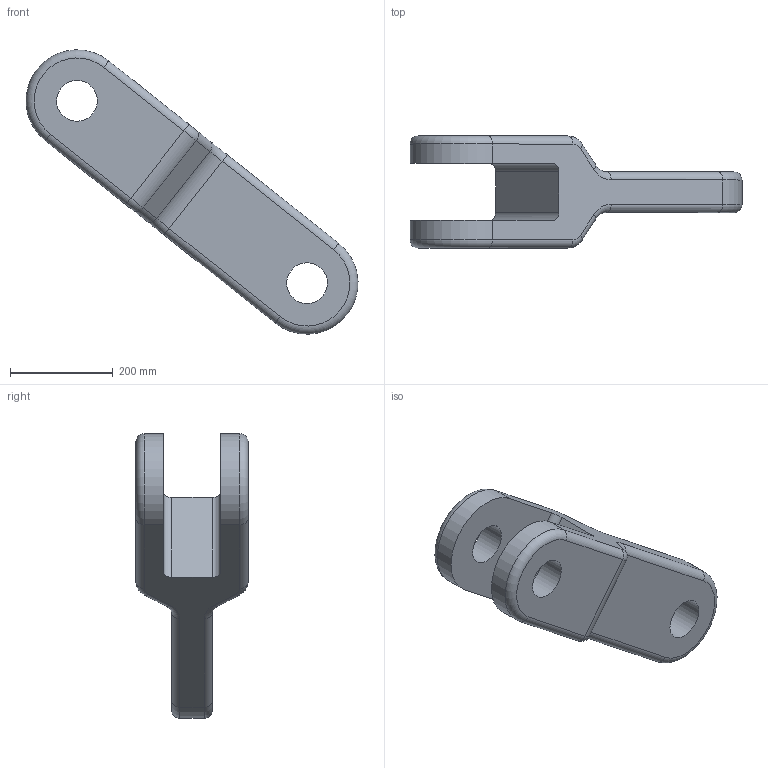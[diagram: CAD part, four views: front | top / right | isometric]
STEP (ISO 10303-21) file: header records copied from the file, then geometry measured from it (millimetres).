
FILE_DESCRIPTION( ( '' ), ' ' );
FILE_NAME( '5836a72f52526810fcad884f.step', '2016-11-24T08:39:11', ( '' ), ( '' ), ' ', ' ', ' ' );
FILE_SCHEMA( ( 'AUTOMOTIVE_DESIGN { 1 0 10303 214 1 1 1 1 }' ) );
Length unit declared in the file: metre
Products named in the file (1): CrankB
Bounding box: 644.75 x 217.8 x 552.21 mm (x, y, z)
Volume: 13875645 mm3; surface area: 585630.1 mm2
Topology: 1 solids, 1 shells, 47 faces, 111 edges, 66 vertices
Faces by surface type: cylinder 24, torus 12, plane 11
Full cylindrical faces by diameter (mm): 79.2 x3
Entity records: 1742 total; most frequent: DIRECTION 264, CARTESIAN_POINT 222, ORIENTED_EDGE 216, AXIS2_PLACEMENT_3D 108, EDGE_CURVE 108, VERTEX_POINT 66, CIRCLE 60, EDGE_LOOP 56
